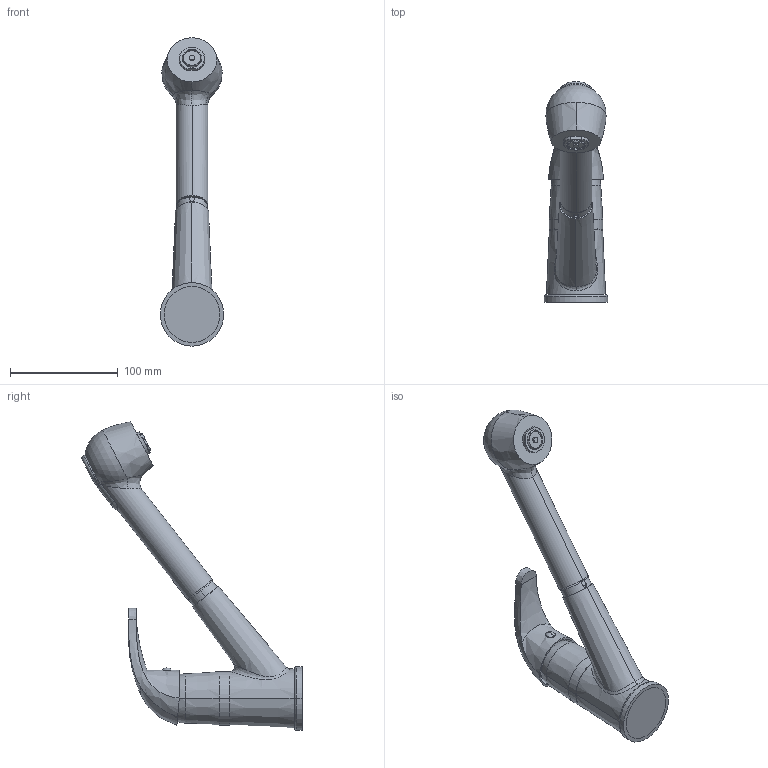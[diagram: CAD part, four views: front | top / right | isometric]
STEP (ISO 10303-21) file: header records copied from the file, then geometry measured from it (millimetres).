
FILE_DESCRIPTION((''),'2;1');
FILE_NAME('PE183CR_SW0001','2024-09-23T15:48:50',('alberto.gaboardi'),('PAFFONI SpA'),'CREO PARAMETRIC BY PTC INC, 2022124','CREO PARAMETRIC BY PTC INC, 2022124','');
FILE_SCHEMA(('CONFIG_CONTROL_DESIGN','SHAPE_APPEARANCE_LAYERS_GROUPS'));
Length unit declared in the file: millimetre
Products named in the file (1): PE183CR_SW0001
Bounding box: 59 x 204.48 x 286.37 mm (x, y, z)
Volume: 377367 mm3; surface area: 123159 mm2
Topology: 2 solids, 2 shells, 433 faces, 1058 edges, 661 vertices
Faces by surface type: cylinder 141, plane 126, cone 95, bspline 41, torus 26, sphere 4
Entity records: 22813 total; most frequent: CARTESIAN_POINT 9587, ORIENTED_EDGE 2088, DIRECTION 2022, EDGE_CURVE 1044, AXIS2_PLACEMENT_3D 810, VERTEX_POINT 661, EDGE_LOOP 497, FILL_AREA_STYLE_COLOUR 477
